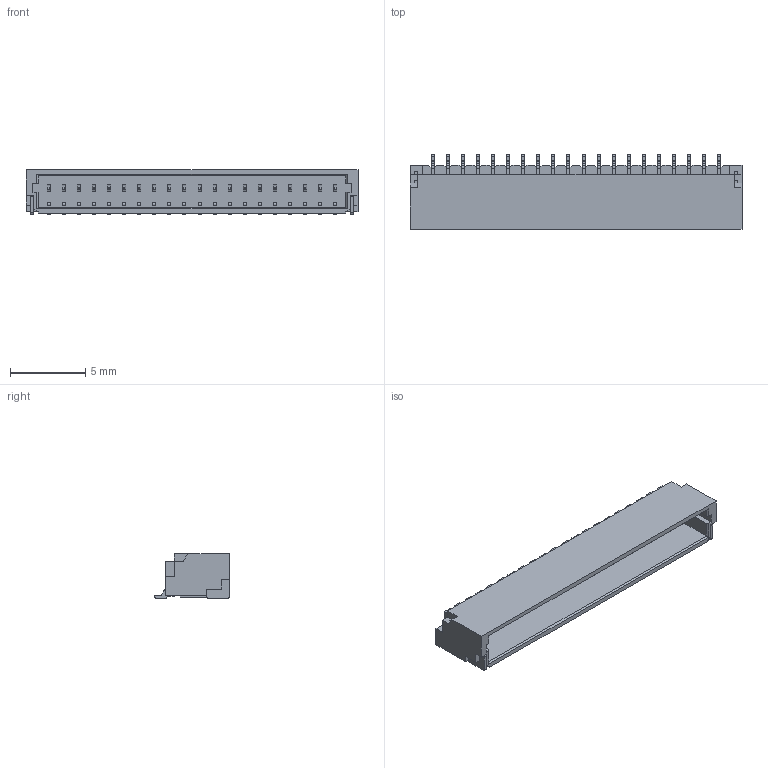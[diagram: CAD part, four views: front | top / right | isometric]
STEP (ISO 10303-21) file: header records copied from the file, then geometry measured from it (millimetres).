
FILE_DESCRIPTION(('STEP AP214'), '1');
FILE_NAME('SMxB-SRSS-TB', '', ('UNSPECIFIED'), ('UNSPECIFIED'), 'ASCON STEP Converter 1.6', 'ASCON Math Kernel', '');
FILE_SCHEMA(('AUTOMOTIVE_DESIGN { 1 0 10303 214 3 1 1}'));
Length unit declared in the file: millimetre
Bounding box: 22 x 4.95 x 2.95 mm (x, y, z)
Volume: 130.4 mm3; surface area: 690.2 mm2
Topology: 23 solids, 23 shells, 939 faces, 2790 edges, 1858 vertices
Faces by surface type: plane 773, cylinder 166
Entity records: 38952 total; most frequent: CARTESIAN_POINT 5588, ORIENTED_EDGE 5580, DIRECTION 5002, EDGE_CURVE 2790, LINE 2458, VECTOR 2458, VERTEX_POINT 1858, AXIS2_PLACEMENT_3D 1272
